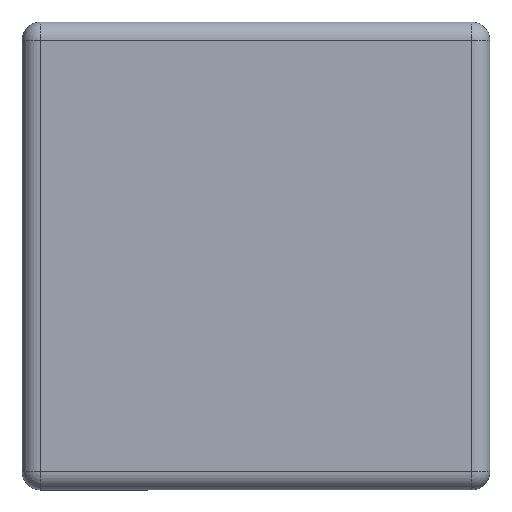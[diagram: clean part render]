
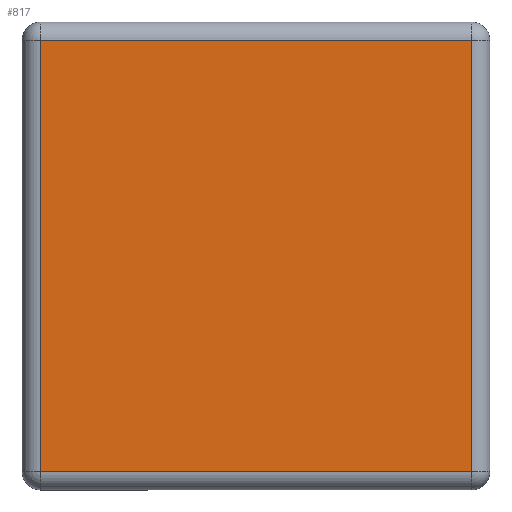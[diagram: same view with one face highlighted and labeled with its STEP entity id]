
A CAD part, top view. The second image highlights one B-rep face of the part: STEP entity #817.
In plain terms, the highlighted planar face has unit normal (0, 0, 1).
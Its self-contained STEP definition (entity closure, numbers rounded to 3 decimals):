
#100 = CYLINDRICAL_SURFACE('',#101,2.);
#101 = AXIS2_PLACEMENT_3D('',#102,#103,#104);
#102 = CARTESIAN_POINT('',(2.,50.8,9.));
#103 = DIRECTION('',(0.,-1.,0.));
#104 = DIRECTION('',(-1.,0.,0.));
#448 = VERTEX_POINT('',#449);
#449 = CARTESIAN_POINT('',(2.,48.8,11.));
#469 = EDGE_CURVE('',#448,#470,#472,.T.);
#470 = VERTEX_POINT('',#471);
#471 = CARTESIAN_POINT('',(2.,2.,11.));
#472 = SURFACE_CURVE('',#473,(#477,#484),.PCURVE_S1.);
#473 = LINE('',#474,#475);
#474 = CARTESIAN_POINT('',(2.,50.8,11.));
#475 = VECTOR('',#476,1.);
#476 = DIRECTION('',(0.,-1.,0.));
#477 = PCURVE('',#100,#478);
#478 = DEFINITIONAL_REPRESENTATION('',(#479),#483);
#479 = LINE('',#480,#481);
#480 = CARTESIAN_POINT('',(-1.571,0.));
#481 = VECTOR('',#482,1.);
#482 = DIRECTION('',(0.,1.));
#483 = ( GEOMETRIC_REPRESENTATION_CONTEXT(2) 
PARAMETRIC_REPRESENTATION_CONTEXT() REPRESENTATION_CONTEXT('2D SPACE',''
  ) );
#484 = PCURVE('',#485,#490);
#485 = PLANE('',#486);
#486 = AXIS2_PLACEMENT_3D('',#487,#488,#489);
#487 = CARTESIAN_POINT('',(25.4,25.4,11.));
#488 = DIRECTION('',(0.,0.,1.));
#489 = DIRECTION('',(0.,-1.,0.));
#490 = DEFINITIONAL_REPRESENTATION('',(#491),#495);
#491 = LINE('',#492,#493);
#492 = CARTESIAN_POINT('',(-25.4,-23.4));
#493 = VECTOR('',#494,1.);
#494 = DIRECTION('',(1.,0.));
#495 = ( GEOMETRIC_REPRESENTATION_CONTEXT(2) 
PARAMETRIC_REPRESENTATION_CONTEXT() REPRESENTATION_CONTEXT('2D SPACE',''
  ) );
#559 = CYLINDRICAL_SURFACE('',#560,2.);
#560 = AXIS2_PLACEMENT_3D('',#561,#562,#563);
#561 = CARTESIAN_POINT('',(50.8,48.8,9.));
#562 = DIRECTION('',(-1.,0.,0.));
#563 = DIRECTION('',(0.,1.,0.));
#593 = CYLINDRICAL_SURFACE('',#594,2.);
#594 = AXIS2_PLACEMENT_3D('',#595,#596,#597);
#595 = CARTESIAN_POINT('',(0.,2.,9.));
#596 = DIRECTION('',(1.,0.,0.));
#597 = DIRECTION('',(0.,-1.,0.));
#755 = CYLINDRICAL_SURFACE('',#756,2.);
#756 = AXIS2_PLACEMENT_3D('',#757,#758,#759);
#757 = CARTESIAN_POINT('',(48.8,0.,9.));
#758 = DIRECTION('',(0.,1.,0.));
#759 = DIRECTION('',(1.,0.,0.));
#817 = ADVANCED_FACE('',(#818),#485,.T.);
#818 = FACE_BOUND('',#819,.T.);
#819 = EDGE_LOOP('',(#820,#821,#844,#867));
#820 = ORIENTED_EDGE('',*,*,#469,.T.);
#821 = ORIENTED_EDGE('',*,*,#822,.T.);
#822 = EDGE_CURVE('',#470,#823,#825,.T.);
#823 = VERTEX_POINT('',#824);
#824 = CARTESIAN_POINT('',(48.8,2.,11.));
#825 = SURFACE_CURVE('',#826,(#830,#837),.PCURVE_S1.);
#826 = LINE('',#827,#828);
#827 = CARTESIAN_POINT('',(0.,2.,11.));
#828 = VECTOR('',#829,1.);
#829 = DIRECTION('',(1.,0.,0.));
#830 = PCURVE('',#485,#831);
#831 = DEFINITIONAL_REPRESENTATION('',(#832),#836);
#832 = LINE('',#833,#834);
#833 = CARTESIAN_POINT('',(23.4,-25.4));
#834 = VECTOR('',#835,1.);
#835 = DIRECTION('',(0.,1.));
#836 = ( GEOMETRIC_REPRESENTATION_CONTEXT(2) 
PARAMETRIC_REPRESENTATION_CONTEXT() REPRESENTATION_CONTEXT('2D SPACE',''
  ) );
#837 = PCURVE('',#593,#838);
#838 = DEFINITIONAL_REPRESENTATION('',(#839),#843);
#839 = LINE('',#840,#841);
#840 = CARTESIAN_POINT('',(-1.571,0.));
#841 = VECTOR('',#842,1.);
#842 = DIRECTION('',(0.,1.));
#843 = ( GEOMETRIC_REPRESENTATION_CONTEXT(2) 
PARAMETRIC_REPRESENTATION_CONTEXT() REPRESENTATION_CONTEXT('2D SPACE',''
  ) );
#844 = ORIENTED_EDGE('',*,*,#845,.T.);
#845 = EDGE_CURVE('',#823,#846,#848,.T.);
#846 = VERTEX_POINT('',#847);
#847 = CARTESIAN_POINT('',(48.8,48.8,11.));
#848 = SURFACE_CURVE('',#849,(#853,#860),.PCURVE_S1.);
#849 = LINE('',#850,#851);
#850 = CARTESIAN_POINT('',(48.8,0.,11.));
#851 = VECTOR('',#852,1.);
#852 = DIRECTION('',(0.,1.,0.));
#853 = PCURVE('',#485,#854);
#854 = DEFINITIONAL_REPRESENTATION('',(#855),#859);
#855 = LINE('',#856,#857);
#856 = CARTESIAN_POINT('',(25.4,23.4));
#857 = VECTOR('',#858,1.);
#858 = DIRECTION('',(-1.,0.));
#859 = ( GEOMETRIC_REPRESENTATION_CONTEXT(2) 
PARAMETRIC_REPRESENTATION_CONTEXT() REPRESENTATION_CONTEXT('2D SPACE',''
  ) );
#860 = PCURVE('',#755,#861);
#861 = DEFINITIONAL_REPRESENTATION('',(#862),#866);
#862 = LINE('',#863,#864);
#863 = CARTESIAN_POINT('',(-1.571,0.));
#864 = VECTOR('',#865,1.);
#865 = DIRECTION('',(0.,1.));
#866 = ( GEOMETRIC_REPRESENTATION_CONTEXT(2) 
PARAMETRIC_REPRESENTATION_CONTEXT() REPRESENTATION_CONTEXT('2D SPACE',''
  ) );
#867 = ORIENTED_EDGE('',*,*,#868,.T.);
#868 = EDGE_CURVE('',#846,#448,#869,.T.);
#869 = SURFACE_CURVE('',#870,(#874,#881),.PCURVE_S1.);
#870 = LINE('',#871,#872);
#871 = CARTESIAN_POINT('',(50.8,48.8,11.));
#872 = VECTOR('',#873,1.);
#873 = DIRECTION('',(-1.,0.,0.));
#874 = PCURVE('',#485,#875);
#875 = DEFINITIONAL_REPRESENTATION('',(#876),#880);
#876 = LINE('',#877,#878);
#877 = CARTESIAN_POINT('',(-23.4,25.4));
#878 = VECTOR('',#879,1.);
#879 = DIRECTION('',(0.,-1.));
#880 = ( GEOMETRIC_REPRESENTATION_CONTEXT(2) 
PARAMETRIC_REPRESENTATION_CONTEXT() REPRESENTATION_CONTEXT('2D SPACE',''
  ) );
#881 = PCURVE('',#559,#882);
#882 = DEFINITIONAL_REPRESENTATION('',(#883),#887);
#883 = LINE('',#884,#885);
#884 = CARTESIAN_POINT('',(-1.571,0.));
#885 = VECTOR('',#886,1.);
#886 = DIRECTION('',(0.,1.));
#887 = ( GEOMETRIC_REPRESENTATION_CONTEXT(2) 
PARAMETRIC_REPRESENTATION_CONTEXT() REPRESENTATION_CONTEXT('2D SPACE',''
  ) );
